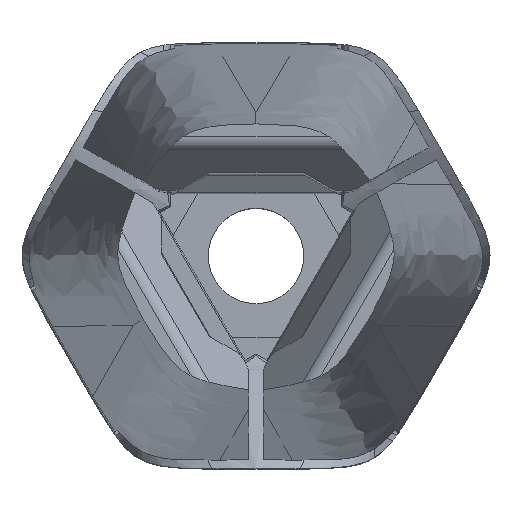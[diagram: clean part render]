
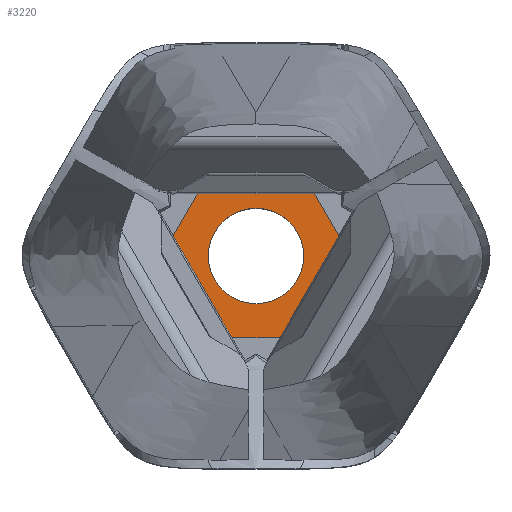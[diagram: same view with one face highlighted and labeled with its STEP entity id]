
A CAD part, top view. The second image highlights one B-rep face of the part: STEP entity #3220.
In plain terms, the highlighted planar face has unit normal (0, 0, 1).
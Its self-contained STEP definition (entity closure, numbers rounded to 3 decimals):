
#112 = EDGE_CURVE ( 'NONE', #3321, #1085, #1601, .T. ) ;
#181 = ORIENTED_EDGE ( 'NONE', *, *, #9051, .T. ) ;
#229 = DIRECTION ( 'NONE',  ( 0.5, -0.866, 0. ) ) ;
#402 = EDGE_LOOP ( 'NONE', ( #7939, #9108 ) ) ;
#448 = CARTESIAN_POINT ( 'NONE',  ( -1.675, 2.901, 5. ) ) ;
#616 = VECTOR ( 'NONE', #1691, 1000. ) ;
#919 = ORIENTED_EDGE ( 'NONE', *, *, #2511, .F. ) ;
#920 = CIRCLE ( 'NONE', #3772, 3.35 ) ;
#1085 = VERTEX_POINT ( 'NONE', #6620 ) ;
#1181 = CARTESIAN_POINT ( 'NONE',  ( -3.32, -5.75, 5. ) ) ;
#1183 = CARTESIAN_POINT ( 'NONE',  ( 6.64, 0., 5. ) ) ;
#1278 = DIRECTION ( 'NONE',  ( 0., 0., 1. ) ) ;
#1575 = VERTEX_POINT ( 'NONE', #11090 ) ;
#1601 = CIRCLE ( 'NONE', #5914, 3.35 ) ;
#1691 = DIRECTION ( 'NONE',  ( 1., 0., 0. ) ) ;
#1724 = CARTESIAN_POINT ( 'NONE',  ( 3.32, -5.75, 5. ) ) ;
#1742 = CARTESIAN_POINT ( 'NONE',  ( 3.32, 5.75, 5. ) ) ;
#2067 = VECTOR ( 'NONE', #5287, 1000. ) ;
#2086 = PLANE ( 'NONE',  #6027 ) ;
#2126 = DIRECTION ( 'NONE',  ( 0., 0., -1. ) ) ;
#2209 = LINE ( 'NONE', #6565, #6698 ) ;
#2511 = EDGE_CURVE ( 'NONE', #1575, #3159, #4757, .T. ) ;
#2800 = CARTESIAN_POINT ( 'NONE',  ( -3.32, -5.75, 5. ) ) ;
#2845 = LINE ( 'NONE', #1724, #616 ) ;
#2939 = DIRECTION ( 'NONE',  ( -1., 0., 0. ) ) ;
#3159 = VERTEX_POINT ( 'NONE', #8990 ) ;
#3220 = ADVANCED_FACE ( 'NONE', ( #4462, #7981 ), #2086, .F. ) ;
#3275 = LINE ( 'NONE', #8281, #8056 ) ;
#3321 = VERTEX_POINT ( 'NONE', #448 ) ;
#3568 = EDGE_CURVE ( 'NONE', #6566, #7677, #8119, .T. ) ;
#3772 = AXIS2_PLACEMENT_3D ( 'NONE', #10971, #1278, #229 ) ;
#3969 = DIRECTION ( 'NONE',  ( 0.5, 0.866, 0. ) ) ;
#4112 = ORIENTED_EDGE ( 'NONE', *, *, #10559, .T. ) ;
#4462 = FACE_BOUND ( 'NONE', #402, .T. ) ;
#4506 = DIRECTION ( 'NONE',  ( 0.5, 0.866, 0. ) ) ;
#4757 = LINE ( 'NONE', #7270, #7560 ) ;
#4887 = CARTESIAN_POINT ( 'NONE',  ( 0., 0., 5. ) ) ;
#4996 = EDGE_CURVE ( 'NONE', #7233, #6566, #2209, .T. ) ;
#5116 = ORIENTED_EDGE ( 'NONE', *, *, #3568, .T. ) ;
#5287 = DIRECTION ( 'NONE',  ( -0.5, 0.866, 0. ) ) ;
#5340 = ORIENTED_EDGE ( 'NONE', *, *, #4996, .T. ) ;
#5914 = AXIS2_PLACEMENT_3D ( 'NONE', #8993, #7103, #9882 ) ;
#6027 = AXIS2_PLACEMENT_3D ( 'NONE', #4887, #2126, #8377 ) ;
#6225 = EDGE_LOOP ( 'NONE', ( #4112, #5340, #5116, #11480, #919, #181 ) ) ;
#6565 = CARTESIAN_POINT ( 'NONE',  ( 6.64, 0., 5. ) ) ;
#6566 = VERTEX_POINT ( 'NONE', #1183 ) ;
#6620 = CARTESIAN_POINT ( 'NONE',  ( 1.675, -2.901, 5. ) ) ;
#6698 = VECTOR ( 'NONE', #3969, 1000. ) ;
#6813 = CARTESIAN_POINT ( 'NONE',  ( 3.32, -5.75, 5. ) ) ;
#6917 = CARTESIAN_POINT ( 'NONE',  ( 3.32, 5.75, 5. ) ) ;
#7103 = DIRECTION ( 'NONE',  ( 0., 0., 1. ) ) ;
#7233 = VERTEX_POINT ( 'NONE', #6813 ) ;
#7270 = CARTESIAN_POINT ( 'NONE',  ( -3.32, 5.75, 5. ) ) ;
#7327 = VERTEX_POINT ( 'NONE', #2800 ) ;
#7560 = VECTOR ( 'NONE', #4506, 1000. ) ;
#7677 = VERTEX_POINT ( 'NONE', #1742 ) ;
#7832 = EDGE_CURVE ( 'NONE', #1085, #3321, #920, .T. ) ;
#7939 = ORIENTED_EDGE ( 'NONE', *, *, #7832, .F. ) ;
#7981 = FACE_OUTER_BOUND ( 'NONE', #6225, .T. ) ;
#8056 = VECTOR ( 'NONE', #2939, 1000. ) ;
#8119 = LINE ( 'NONE', #6917, #2067 ) ;
#8281 = CARTESIAN_POINT ( 'NONE',  ( -3.32, 5.75, 5. ) ) ;
#8377 = DIRECTION ( 'NONE',  ( 0.5, -0.866, 0. ) ) ;
#8729 = DIRECTION ( 'NONE',  ( 0.5, -0.866, 0. ) ) ;
#8990 = CARTESIAN_POINT ( 'NONE',  ( -3.32, 5.75, 5. ) ) ;
#8993 = CARTESIAN_POINT ( 'NONE',  ( 0., 0., 5. ) ) ;
#9051 = EDGE_CURVE ( 'NONE', #1575, #7327, #9331, .T. ) ;
#9108 = ORIENTED_EDGE ( 'NONE', *, *, #112, .F. ) ;
#9175 = VECTOR ( 'NONE', #8729, 1000. ) ;
#9331 = LINE ( 'NONE', #1181, #9175 ) ;
#9645 = EDGE_CURVE ( 'NONE', #7677, #3159, #3275, .T. ) ;
#9882 = DIRECTION ( 'NONE',  ( 0.5, -0.866, 0. ) ) ;
#10559 = EDGE_CURVE ( 'NONE', #7327, #7233, #2845, .T. ) ;
#10971 = CARTESIAN_POINT ( 'NONE',  ( 0., 0., 5. ) ) ;
#11090 = CARTESIAN_POINT ( 'NONE',  ( -6.64, 0., 5. ) ) ;
#11480 = ORIENTED_EDGE ( 'NONE', *, *, #9645, .T. ) ;
